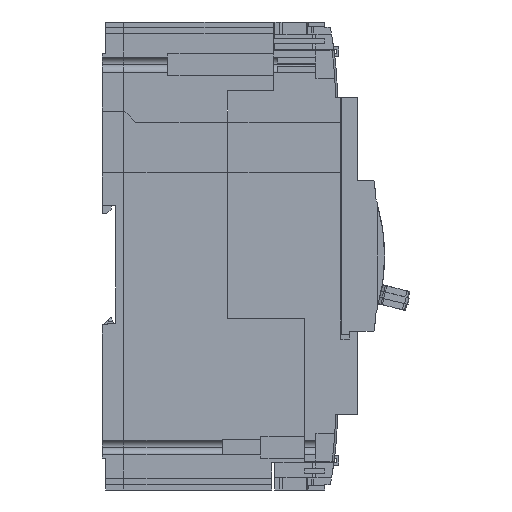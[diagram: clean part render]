
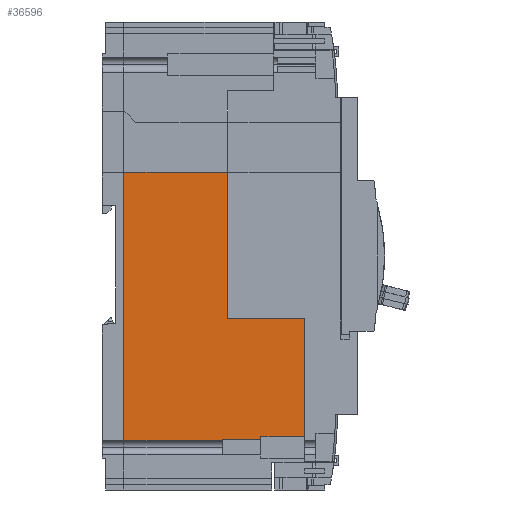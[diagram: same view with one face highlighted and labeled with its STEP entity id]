
A CAD part, left-side view. The second image highlights one B-rep face of the part: STEP entity #36596.
In plain terms, the highlighted planar face has unit normal (-1, 0, 0).
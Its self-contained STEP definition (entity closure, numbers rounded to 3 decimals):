
#13980=EDGE_CURVE('',#30136,#26490,#41141,.T.);
#18622=EDGE_CURVE('',#21448,#26502,#46168,.T.);
#18904=EDGE_CURVE('',#40578,#30896,#46469,.T.);
#21158=EDGE_CURVE('',#30896,#39696,#48909,.T.);
#21448=VERTEX_POINT('',#49235);
#24164=EDGE_CURVE('',#34218,#26502,#52198,.T.);
#26090=EDGE_CURVE('',#26612,#21448,#54294,.T.);
#26490=VERTEX_POINT('',#54733);
#26502=VERTEX_POINT('',#54746);
#26568=EDGE_CURVE('',#27770,#26490,#54816,.T.);
#26612=VERTEX_POINT('',#54861);
#27770=VERTEX_POINT('',#56109);
#28034=EDGE_CURVE('',#30136,#26612,#56397,.T.);
#30022=EDGE_CURVE('',#27770,#40578,#58555,.T.);
#30136=VERTEX_POINT('',#58682);
#30896=VERTEX_POINT('',#59509);
#34218=VERTEX_POINT('',#63140);
#36596=ADVANCED_FACE('',(#65746),#65747,.F.);
#39294=EDGE_CURVE('',#39696,#34218,#68694,.T.);
#39696=VERTEX_POINT('',#69159);
#40578=VERTEX_POINT('',#70117);
#41141=LINE('',#70873,#70874);
#46168=LINE('',#78287,#78288);
#46469=LINE('',#78742,#78743);
#48909=LINE('',#82383,#82384);
#49235=CARTESIAN_POINT('',(-38.1,-60.5,-15.3));
#52198=LINE('',#87143,#87144);
#54294=LINE('',#90206,#90207);
#54733=CARTESIAN_POINT('',(-38.1,-6.5,28.4));
#54746=CARTESIAN_POINT('',(-38.1,-60.5,-50.6));
#54816=LINE('',#90942,#90943);
#54861=CARTESIAN_POINT('',(-38.1,-37.5,-15.3));
#56109=CARTESIAN_POINT('',(-38.1,-6.5,-51.75));
#56397=LINE('',#93323,#93324);
#58555=LINE('',#96494,#96495);
#58682=CARTESIAN_POINT('',(-38.1,-37.5,28.4));
#59509=CARTESIAN_POINT('',(-38.1,-36.0,-51.6));
#63140=CARTESIAN_POINT('',(-38.1,-47.5,-50.6));
#65746=FACE_OUTER_BOUND('',#106866,.T.);
#65747=PLANE('',#106867);
#68694=LINE('',#111138,#111139);
#69159=CARTESIAN_POINT('',(-38.1,-47.5,-51.6));
#70117=CARTESIAN_POINT('',(-38.1,-36.0,-51.75));
#70873=CARTESIAN_POINT('',(-38.1,-18.14,28.4));
#70874=VECTOR('',#113847,1.0);
#78287=CARTESIAN_POINT('',(-38.1,-60.5,-58.4));
#78288=VECTOR('',#119079,1.0);
#78742=CARTESIAN_POINT('',(-38.1,-36.0,-25.621));
#78743=VECTOR('',#119348,1.0);
#82383=CARTESIAN_POINT('',(-38.1,-32.89,-51.6));
#82384=VECTOR('',#121746,1.0);
#87143=CARTESIAN_POINT('',(-38.1,-38.64,-50.6));
#87144=VECTOR('',#125371,1.0);
#90206=CARTESIAN_POINT('',(-38.1,-60.5,-15.3));
#90207=VECTOR('',#127503,1.0);
#90942=CARTESIAN_POINT('',(-38.1,-6.5,73.4));
#90943=VECTOR('',#128019,1.0);
#93323=CARTESIAN_POINT('',(-38.1,-37.5,-15.3));
#93324=VECTOR('',#129489,1.0);
#96494=CARTESIAN_POINT('',(-38.1,-21.25,-51.75));
#96495=VECTOR('',#131689,1.0);
#106866=EDGE_LOOP('',(#139383,#139384,#139385,#139386,#139387,#139388,#139389,#139390,#139391,#139392));
#106867=AXIS2_PLACEMENT_3D('',#139393,#139394,#139395);
#111138=CARTESIAN_POINT('',(-38.1,-47.5,-25.621));
#111139=VECTOR('',#142538,1.0);
#113847=DIRECTION('',(-0.0,1.0,0.0));
#119079=DIRECTION('',(-0.0,-0.0,-1.0));
#119348=DIRECTION('',(-0.0,0.0,1.0));
#121746=DIRECTION('',(0.0,-1.0,0.0));
#125371=DIRECTION('',(0.0,-1.0,0.0));
#127503=DIRECTION('',(0.0,-1.0,0.));
#128019=DIRECTION('',(0.0,0.0,1.0));
#129489=DIRECTION('',(-0.0,-0.0,-1.0));
#131689=DIRECTION('',(0.0,-1.0,0.0));
#139383=ORIENTED_EDGE('',*,*,#13980,.T.);
#139384=ORIENTED_EDGE('',*,*,#26568,.F.);
#139385=ORIENTED_EDGE('',*,*,#30022,.T.);
#139386=ORIENTED_EDGE('',*,*,#18904,.T.);
#139387=ORIENTED_EDGE('',*,*,#21158,.T.);
#139388=ORIENTED_EDGE('',*,*,#39294,.T.);
#139389=ORIENTED_EDGE('',*,*,#24164,.T.);
#139390=ORIENTED_EDGE('',*,*,#18622,.F.);
#139391=ORIENTED_EDGE('',*,*,#26090,.F.);
#139392=ORIENTED_EDGE('',*,*,#28034,.F.);
#139393=CARTESIAN_POINT('',(-38.1,-29.781,2.608));
#139394=DIRECTION('',(1.0,0.0,0.0));
#139395=DIRECTION('',(0.0,1.0,0.0));
#142538=DIRECTION('',(-0.0,0.0,1.0));
